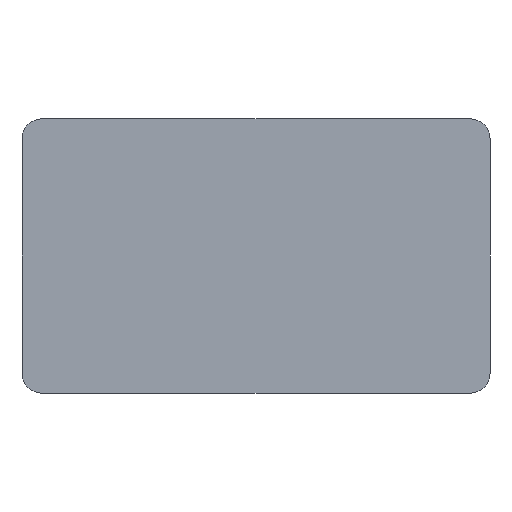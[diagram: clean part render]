
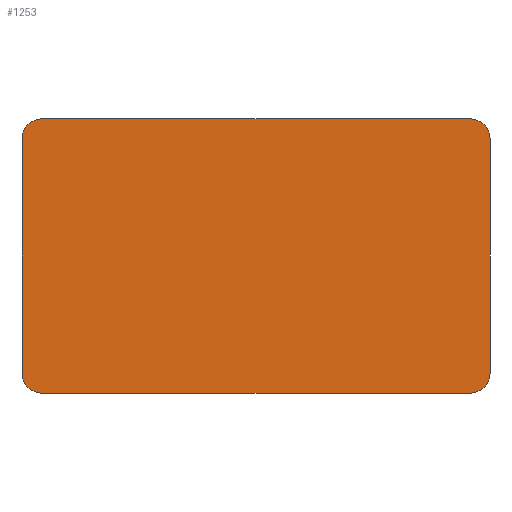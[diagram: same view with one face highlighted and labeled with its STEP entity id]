
A CAD part, left-side view. The second image highlights one B-rep face of the part: STEP entity #1253.
In plain terms, the highlighted planar face has unit normal (-1, 0, 0).
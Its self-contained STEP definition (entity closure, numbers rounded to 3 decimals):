
#33 = VERTEX_POINT('',#34);
#34 = CARTESIAN_POINT('',(0.,21.557,
    15.396));
#40 = EDGE_CURVE('',#33,#41,#43,.T.);
#41 = VERTEX_POINT('',#42);
#42 = CARTESIAN_POINT('',(0.,23.557,
    17.396));
#43 = CIRCLE('',#44,2.);
#44 = AXIS2_PLACEMENT_3D('',#45,#46,#47);
#45 = CARTESIAN_POINT('',(0.,21.557,
    17.396));
#46 = DIRECTION('',(1.,0.,0.));
#47 = DIRECTION('',(0.,0.707,-0.707));
#1236 = VERTEX_POINT('',#1237);
#1237 = CARTESIAN_POINT('',(0.,-21.557,
    15.396));
#1243 = EDGE_CURVE('',#33,#1236,#1244,.T.);
#1244 = LINE('',#1245,#1246);
#1245 = CARTESIAN_POINT('',(0.,23.557,
    15.396));
#1246 = VECTOR('',#1247,1.);
#1247 = DIRECTION('',(0.,-1.,0.));
#1253 = ADVANCED_FACE('',(#1254),#1307,.F.);
#1254 = FACE_BOUND('',#1255,.T.);
#1255 = EDGE_LOOP('',(#1256,#1257,#1258,#1267,#1275,#1284,#1292,#1301));
#1256 = ORIENTED_EDGE('',*,*,#40,.F.);
#1257 = ORIENTED_EDGE('',*,*,#1243,.T.);
#1258 = ORIENTED_EDGE('',*,*,#1259,.F.);
#1259 = EDGE_CURVE('',#1260,#1236,#1262,.T.);
#1260 = VERTEX_POINT('',#1261);
#1261 = CARTESIAN_POINT('',(0.,-23.557,
    17.396));
#1262 = CIRCLE('',#1263,2.);
#1263 = AXIS2_PLACEMENT_3D('',#1264,#1265,#1266);
#1264 = CARTESIAN_POINT('',(0.,-21.557,
    17.396));
#1265 = DIRECTION('',(1.,0.,0.));
#1266 = DIRECTION('',(0.,-0.707,
    -0.707));
#1267 = ORIENTED_EDGE('',*,*,#1268,.T.);
#1268 = EDGE_CURVE('',#1260,#1269,#1271,.T.);
#1269 = VERTEX_POINT('',#1270);
#1270 = CARTESIAN_POINT('',(0.,-23.557,41.));
#1271 = LINE('',#1272,#1273);
#1272 = CARTESIAN_POINT('',(0.,-23.557,
    15.396));
#1273 = VECTOR('',#1274,1.);
#1274 = DIRECTION('',(0.,0.,1.));
#1275 = ORIENTED_EDGE('',*,*,#1276,.F.);
#1276 = EDGE_CURVE('',#1277,#1269,#1279,.T.);
#1277 = VERTEX_POINT('',#1278);
#1278 = CARTESIAN_POINT('',(0.,-21.557,43.));
#1279 = CIRCLE('',#1280,2.);
#1280 = AXIS2_PLACEMENT_3D('',#1281,#1282,#1283);
#1281 = CARTESIAN_POINT('',(0.,-21.557,41.));
#1282 = DIRECTION('',(1.,0.,0.));
#1283 = DIRECTION('',(0.,-0.707,0.707
    ));
#1284 = ORIENTED_EDGE('',*,*,#1285,.T.);
#1285 = EDGE_CURVE('',#1277,#1286,#1288,.T.);
#1286 = VERTEX_POINT('',#1287);
#1287 = CARTESIAN_POINT('',(0.,21.557,43.));
#1288 = LINE('',#1289,#1290);
#1289 = CARTESIAN_POINT('',(0.,-23.807,43.));
#1290 = VECTOR('',#1291,1.);
#1291 = DIRECTION('',(0.,1.,0.));
#1292 = ORIENTED_EDGE('',*,*,#1293,.F.);
#1293 = EDGE_CURVE('',#1294,#1286,#1296,.T.);
#1294 = VERTEX_POINT('',#1295);
#1295 = CARTESIAN_POINT('',(0.,23.557,41.));
#1296 = CIRCLE('',#1297,2.);
#1297 = AXIS2_PLACEMENT_3D('',#1298,#1299,#1300);
#1298 = CARTESIAN_POINT('',(0.,21.557,41.));
#1299 = DIRECTION('',(1.,0.,0.));
#1300 = DIRECTION('',(0.,0.707,0.707)
  );
#1301 = ORIENTED_EDGE('',*,*,#1302,.T.);
#1302 = EDGE_CURVE('',#1294,#41,#1303,.T.);
#1303 = LINE('',#1304,#1305);
#1304 = CARTESIAN_POINT('',(0.,23.557,43.));
#1305 = VECTOR('',#1306,1.);
#1306 = DIRECTION('',(0.,0.,-1.));
#1307 = PLANE('',#1308);
#1308 = AXIS2_PLACEMENT_3D('',#1309,#1310,#1311);
#1309 = CARTESIAN_POINT('',(0.,0.,29.198));
#1310 = DIRECTION('',(1.,0.,0.));
#1311 = DIRECTION('',(0.,1.,0.));
